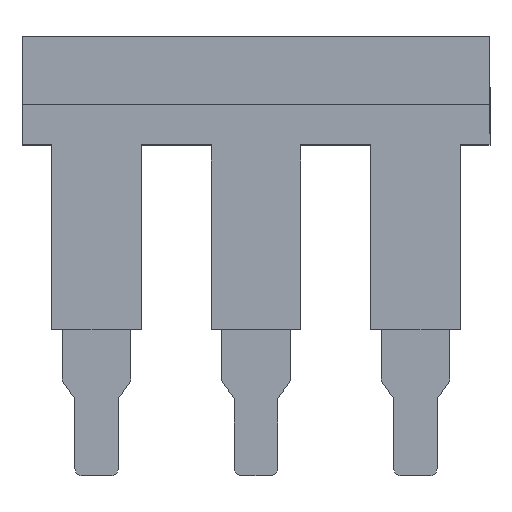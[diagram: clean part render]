
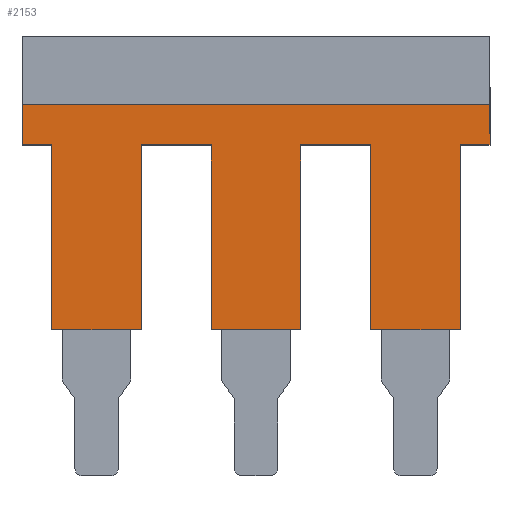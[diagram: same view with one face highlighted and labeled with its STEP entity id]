
A CAD part, top view. The second image highlights one B-rep face of the part: STEP entity #2153.
In plain terms, the highlighted planar face has unit normal (0, 0, 1).
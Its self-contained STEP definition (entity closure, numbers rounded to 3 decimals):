
#4 = LINE ( 'NONE', #19, #972 ) ;
#14 = LINE ( 'NONE', #16, #980 ) ;
#15 = DIRECTION ( 'NONE',  ( 0., -1., 0. ) ) ;
#16 = CARTESIAN_POINT ( 'NONE',  ( 12.7, -12.5, 4.1 ) ) ;
#18 = DIRECTION ( 'NONE',  ( 0., 1., 0. ) ) ;
#19 = CARTESIAN_POINT ( 'NONE',  ( 29.4, 0., 4.1 ) ) ;
#113 = CARTESIAN_POINT ( 'NONE',  ( 2., -12.4, 4.1 ) ) ;
#123 = EDGE_LOOP ( 'NONE', ( #329, #370, #319, #350, #335, #290, #358, #310, #311, #379, #302, #297, #383, #301, #321, #318 ) ) ;
#134 = CARTESIAN_POINT ( 'NONE',  ( 8., -12.4, 4.1 ) ) ;
#135 = VERTEX_POINT ( 'NONE', #695 ) ;
#147 = VERTEX_POINT ( 'NONE', #113 ) ;
#148 = VERTEX_POINT ( 'NONE', #134 ) ;
#150 = VERTEX_POINT ( 'NONE', #699 ) ;
#152 = VERTEX_POINT ( 'NONE', #648 ) ;
#153 = VERTEX_POINT ( 'NONE', #674 ) ;
#157 = VERTEX_POINT ( 'NONE', #683 ) ;
#159 = VERTEX_POINT ( 'NONE', #670 ) ;
#160 = VERTEX_POINT ( 'NONE', #693 ) ;
#162 = VERTEX_POINT ( 'NONE', #705 ) ;
#167 = VERTEX_POINT ( 'NONE', #679 ) ;
#172 = VERTEX_POINT ( 'NONE', #691 ) ;
#174 = VERTEX_POINT ( 'NONE', #652 ) ;
#181 = VERTEX_POINT ( 'NONE', #698 ) ;
#244 = VERTEX_POINT ( 'NONE', #731 ) ;
#253 = VERTEX_POINT ( 'NONE', #756 ) ;
#290 = ORIENTED_EDGE ( 'NONE', *, *, #1966, .T. ) ;
#297 = ORIENTED_EDGE ( 'NONE', *, *, #1957, .T. ) ;
#301 = ORIENTED_EDGE ( 'NONE', *, *, #2000, .T. ) ;
#302 = ORIENTED_EDGE ( 'NONE', *, *, #1971, .F. ) ;
#310 = ORIENTED_EDGE ( 'NONE', *, *, #1958, .T. ) ;
#311 = ORIENTED_EDGE ( 'NONE', *, *, #1976, .T. ) ;
#318 = ORIENTED_EDGE ( 'NONE', *, *, #1959, .T. ) ;
#319 = ORIENTED_EDGE ( 'NONE', *, *, #1979, .F. ) ;
#321 = ORIENTED_EDGE ( 'NONE', *, *, #1965, .F. ) ;
#329 = ORIENTED_EDGE ( 'NONE', *, *, #1985, .T. ) ;
#335 = ORIENTED_EDGE ( 'NONE', *, *, #1969, .T. ) ;
#350 = ORIENTED_EDGE ( 'NONE', *, *, #1999, .T. ) ;
#358 = ORIENTED_EDGE ( 'NONE', *, *, #1984, .T. ) ;
#370 = ORIENTED_EDGE ( 'NONE', *, *, #1964, .T. ) ;
#379 = ORIENTED_EDGE ( 'NONE', *, *, #1953, .T. ) ;
#383 = ORIENTED_EDGE ( 'NONE', *, *, #1988, .T. ) ;
#648 = CARTESIAN_POINT ( 'NONE',  ( 23.4, -12.4, 4.1 ) ) ;
#652 = CARTESIAN_POINT ( 'NONE',  ( 2., 0., 4.1 ) ) ;
#670 = CARTESIAN_POINT ( 'NONE',  ( 18.7, 0., 4.1 ) ) ;
#674 = CARTESIAN_POINT ( 'NONE',  ( 12.7, 0., 4.1 ) ) ;
#679 = CARTESIAN_POINT ( 'NONE',  ( 12.7, -12.4, 4.1 ) ) ;
#683 = CARTESIAN_POINT ( 'NONE',  ( 29.4, 0., 4.1 ) ) ;
#691 = CARTESIAN_POINT ( 'NONE',  ( 18.7, -12.4, 4.1 ) ) ;
#693 = CARTESIAN_POINT ( 'NONE',  ( 23.4, 0., 4.1 ) ) ;
#695 = CARTESIAN_POINT ( 'NONE',  ( 0., 0., 4.1 ) ) ;
#698 = CARTESIAN_POINT ( 'NONE',  ( 0., 2.7, 4.1 ) ) ;
#699 = CARTESIAN_POINT ( 'NONE',  ( 8., 0., 4.1 ) ) ;
#705 = CARTESIAN_POINT ( 'NONE',  ( 31.4, 2.7, 4.1 ) ) ;
#731 = CARTESIAN_POINT ( 'NONE',  ( 31.4, 0., 4.1 ) ) ;
#756 = CARTESIAN_POINT ( 'NONE',  ( 29.4, -12.4, 4.1 ) ) ;
#771 = CARTESIAN_POINT ( 'NONE',  ( -1.329, -12.4, 4.1 ) ) ;
#773 = DIRECTION ( 'NONE',  ( -1., 0., 0. ) ) ;
#776 = LINE ( 'NONE', #791, #956 ) ;
#779 = DIRECTION ( 'NONE',  ( 0., -1., 0. ) ) ;
#781 = LINE ( 'NONE', #801, #931 ) ;
#784 = CARTESIAN_POINT ( 'NONE',  ( 8., 0., 4.1 ) ) ;
#785 = CARTESIAN_POINT ( 'NONE',  ( 0., 7.3, 4.1 ) ) ;
#786 = DIRECTION ( 'NONE',  ( 0., 1., 0. ) ) ;
#791 = CARTESIAN_POINT ( 'NONE',  ( 18.7, 0., 4.1 ) ) ;
#794 = LINE ( 'NONE', #856, #939 ) ;
#800 = LINE ( 'NONE', #803, #936 ) ;
#801 = CARTESIAN_POINT ( 'NONE',  ( 2., -12.5, 4.1 ) ) ;
#803 = CARTESIAN_POINT ( 'NONE',  ( 23.4, -12.5, 4.1 ) ) ;
#804 = LINE ( 'NONE', #784, #933 ) ;
#807 = DIRECTION ( 'NONE',  ( 0., -1., 0. ) ) ;
#808 = LINE ( 'NONE', #785, #934 ) ;
#813 = LINE ( 'NONE', #771, #921 ) ;
#814 = DIRECTION ( 'NONE',  ( 0., 1., 0. ) ) ;
#815 = DIRECTION ( 'NONE',  ( 0., -1., 0. ) ) ;
#822 = LINE ( 'NONE', #838, #923 ) ;
#824 = DIRECTION ( 'NONE',  ( -1., 0., 0. ) ) ;
#825 = DIRECTION ( 'NONE',  ( 1., 0., 0. ) ) ;
#827 = LINE ( 'NONE', #863, #912 ) ;
#830 = CARTESIAN_POINT ( 'NONE',  ( 31.4, 7.3, 4.1 ) ) ;
#838 = CARTESIAN_POINT ( 'NONE',  ( 0., 0., 4.1 ) ) ;
#841 = LINE ( 'NONE', #850, #942 ) ;
#844 = DIRECTION ( 'NONE',  ( 1., 0., 0. ) ) ;
#845 = LINE ( 'NONE', #830, #951 ) ;
#850 = CARTESIAN_POINT ( 'NONE',  ( 9.371, -12.4, 4.1 ) ) ;
#851 = DIRECTION ( 'NONE',  ( -1., 0., 0. ) ) ;
#855 = DIRECTION ( 'NONE',  ( 0., 1., 0. ) ) ;
#856 = CARTESIAN_POINT ( 'NONE',  ( 31.4, 0., 4.1 ) ) ;
#863 = CARTESIAN_POINT ( 'NONE',  ( 0., -12.4, 4.1 ) ) ;
#872 = CARTESIAN_POINT ( 'NONE',  ( 18.7, 0., 4.1 ) ) ;
#876 = CARTESIAN_POINT ( 'NONE',  ( 29.4, 2.7, 4.1 ) ) ;
#878 = LINE ( 'NONE', #876, #945 ) ;
#885 = DIRECTION ( 'NONE',  ( 1., 0., 0. ) ) ;
#887 = DIRECTION ( 'NONE',  ( 1., 0., 0. ) ) ;
#890 = LINE ( 'NONE', #872, #922 ) ;
#897 = DIRECTION ( 'NONE',  ( -1., 0., 0. ) ) ;
#898 = LINE ( 'NONE', #901, #947 ) ;
#901 = CARTESIAN_POINT ( 'NONE',  ( 18.7, 0., 4.1 ) ) ;
#912 = VECTOR ( 'NONE', #824, 1000. ) ;
#921 = VECTOR ( 'NONE', #773, 1000. ) ;
#922 = VECTOR ( 'NONE', #887, 1000. ) ;
#923 = VECTOR ( 'NONE', #825, 1000. ) ;
#931 = VECTOR ( 'NONE', #779, 1000. ) ;
#933 = VECTOR ( 'NONE', #814, 1000. ) ;
#934 = VECTOR ( 'NONE', #815, 1000. ) ;
#936 = VECTOR ( 'NONE', #807, 1000. ) ;
#939 = VECTOR ( 'NONE', #844, 1000. ) ;
#942 = VECTOR ( 'NONE', #851, 1000. ) ;
#945 = VECTOR ( 'NONE', #897, 1000. ) ;
#947 = VECTOR ( 'NONE', #885, 1000. ) ;
#951 = VECTOR ( 'NONE', #855, 1000. ) ;
#956 = VECTOR ( 'NONE', #786, 1000. ) ;
#972 = VECTOR ( 'NONE', #18, 1000. ) ;
#980 = VECTOR ( 'NONE', #15, 1000. ) ;
#1133 = AXIS2_PLACEMENT_3D ( 'NONE', #1669, #1689, #1679 ) ;
#1669 = CARTESIAN_POINT ( 'NONE',  ( 29.4, 0., 4.1 ) ) ;
#1679 = DIRECTION ( 'NONE',  ( 1., 0., 0. ) ) ;
#1689 = DIRECTION ( 'NONE',  ( 0., 0., 1. ) ) ;
#1692 = PLANE ( 'NONE',  #1133 ) ;
#1715 = FACE_OUTER_BOUND ( 'NONE', #123, .T. ) ;
#1953 = EDGE_CURVE ( 'NONE', #174, #147, #781, .T. ) ;
#1957 = EDGE_CURVE ( 'NONE', #148, #150, #804, .T. ) ;
#1958 = EDGE_CURVE ( 'NONE', #181, #135, #808, .T. ) ;
#1959 = EDGE_CURVE ( 'NONE', #172, #159, #776, .T. ) ;
#1964 = EDGE_CURVE ( 'NONE', #160, #152, #800, .T. ) ;
#1965 = EDGE_CURVE ( 'NONE', #172, #167, #813, .T. ) ;
#1966 = EDGE_CURVE ( 'NONE', #244, #162, #845, .T. ) ;
#1969 = EDGE_CURVE ( 'NONE', #157, #244, #794, .T. ) ;
#1971 = EDGE_CURVE ( 'NONE', #148, #147, #827, .T. ) ;
#1976 = EDGE_CURVE ( 'NONE', #135, #174, #822, .T. ) ;
#1979 = EDGE_CURVE ( 'NONE', #253, #152, #841, .T. ) ;
#1984 = EDGE_CURVE ( 'NONE', #162, #181, #878, .T. ) ;
#1985 = EDGE_CURVE ( 'NONE', #159, #160, #890, .T. ) ;
#1988 = EDGE_CURVE ( 'NONE', #150, #153, #898, .T. ) ;
#1999 = EDGE_CURVE ( 'NONE', #253, #157, #4, .T. ) ;
#2000 = EDGE_CURVE ( 'NONE', #153, #167, #14, .T. ) ;
#2153 = ADVANCED_FACE ( 'NONE', ( #1715 ), #1692, .T. ) ;
